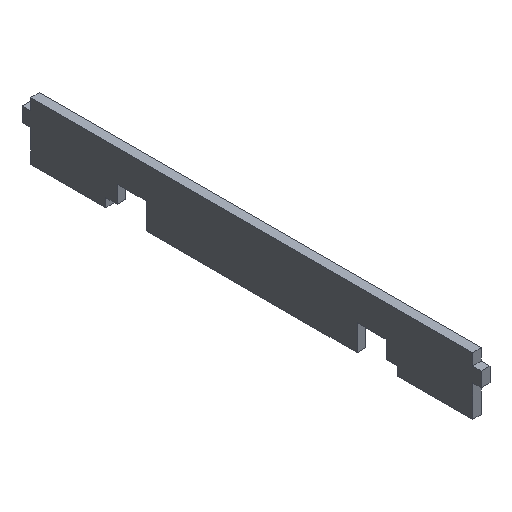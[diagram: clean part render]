
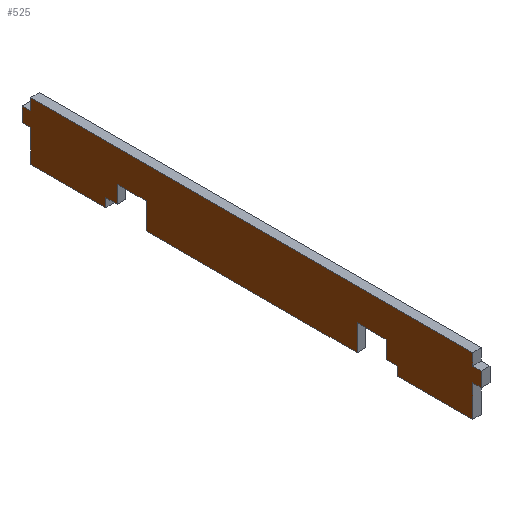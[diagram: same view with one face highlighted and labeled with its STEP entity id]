
A CAD part, isometric view. The second image highlights one B-rep face of the part: STEP entity #525.
In plain terms, the highlighted planar face has unit normal (-1, 0, 0).
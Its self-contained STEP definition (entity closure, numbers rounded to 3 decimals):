
#39=FACE_OUTER_BOUND('',#65,.T.);
#65=EDGE_LOOP('',(#427,#428,#429,#430,#431,#432,#433,#434,#435,#436,#437,
#438,#439,#440,#441,#442,#443,#444,#445,#446,#447,#448,#449,#450));
#67=LINE('',#685,#139);
#71=LINE('',#693,#143);
#74=LINE('',#699,#146);
#77=LINE('',#705,#149);
#80=LINE('',#711,#152);
#83=LINE('',#717,#155);
#86=LINE('',#723,#158);
#89=LINE('',#729,#161);
#92=LINE('',#735,#164);
#95=LINE('',#741,#167);
#98=LINE('',#747,#170);
#101=LINE('',#753,#173);
#104=LINE('',#759,#176);
#107=LINE('',#765,#179);
#110=LINE('',#771,#182);
#113=LINE('',#777,#185);
#116=LINE('',#783,#188);
#119=LINE('',#789,#191);
#122=LINE('',#795,#194);
#125=LINE('',#801,#197);
#128=LINE('',#807,#200);
#131=LINE('',#813,#203);
#134=LINE('',#819,#206);
#137=LINE('',#824,#209);
#139=VECTOR('',#559,3.);
#143=VECTOR('',#565,5.);
#146=VECTOR('',#570,3.);
#149=VECTOR('',#575,4.);
#152=VECTOR('',#580,153.);
#155=VECTOR('',#585,4.);
#158=VECTOR('',#590,3.);
#161=VECTOR('',#595,5.);
#164=VECTOR('',#600,3.);
#167=VECTOR('',#605,11.);
#170=VECTOR('',#610,26.);
#173=VECTOR('',#615,3.);
#176=VECTOR('',#620,4.);
#179=VECTOR('',#625,6.);
#182=VECTOR('',#630,10.);
#185=VECTOR('',#635,9.);
#188=VECTOR('',#640,73.);
#191=VECTOR('',#645,9.);
#194=VECTOR('',#650,10.);
#197=VECTOR('',#655,6.);
#200=VECTOR('',#660,4.);
#203=VECTOR('',#665,3.);
#206=VECTOR('',#670,26.);
#209=VECTOR('',#675,11.);
#211=VERTEX_POINT('',#683);
#212=VERTEX_POINT('',#684);
#215=VERTEX_POINT('',#692);
#217=VERTEX_POINT('',#698);
#219=VERTEX_POINT('',#704);
#221=VERTEX_POINT('',#710);
#223=VERTEX_POINT('',#716);
#225=VERTEX_POINT('',#722);
#227=VERTEX_POINT('',#728);
#229=VERTEX_POINT('',#734);
#231=VERTEX_POINT('',#740);
#233=VERTEX_POINT('',#746);
#235=VERTEX_POINT('',#752);
#237=VERTEX_POINT('',#758);
#239=VERTEX_POINT('',#764);
#241=VERTEX_POINT('',#770);
#243=VERTEX_POINT('',#776);
#245=VERTEX_POINT('',#782);
#247=VERTEX_POINT('',#788);
#249=VERTEX_POINT('',#794);
#251=VERTEX_POINT('',#800);
#253=VERTEX_POINT('',#806);
#255=VERTEX_POINT('',#812);
#257=VERTEX_POINT('',#818);
#259=EDGE_CURVE('',#211,#212,#67,.T.);
#263=EDGE_CURVE('',#212,#215,#71,.T.);
#266=EDGE_CURVE('',#215,#217,#74,.T.);
#269=EDGE_CURVE('',#217,#219,#77,.T.);
#272=EDGE_CURVE('',#219,#221,#80,.T.);
#275=EDGE_CURVE('',#221,#223,#83,.T.);
#278=EDGE_CURVE('',#223,#225,#86,.T.);
#281=EDGE_CURVE('',#225,#227,#89,.T.);
#284=EDGE_CURVE('',#227,#229,#92,.T.);
#287=EDGE_CURVE('',#229,#231,#95,.T.);
#290=EDGE_CURVE('',#231,#233,#98,.T.);
#293=EDGE_CURVE('',#233,#235,#101,.T.);
#296=EDGE_CURVE('',#235,#237,#104,.T.);
#299=EDGE_CURVE('',#237,#239,#107,.T.);
#302=EDGE_CURVE('',#239,#241,#110,.T.);
#305=EDGE_CURVE('',#241,#243,#113,.T.);
#308=EDGE_CURVE('',#243,#245,#116,.T.);
#311=EDGE_CURVE('',#245,#247,#119,.T.);
#314=EDGE_CURVE('',#247,#249,#122,.T.);
#317=EDGE_CURVE('',#249,#251,#125,.T.);
#320=EDGE_CURVE('',#251,#253,#128,.T.);
#323=EDGE_CURVE('',#253,#255,#131,.T.);
#326=EDGE_CURVE('',#255,#257,#134,.T.);
#329=EDGE_CURVE('',#257,#211,#137,.T.);
#427=ORIENTED_EDGE('',*,*,#329,.T.);
#428=ORIENTED_EDGE('',*,*,#259,.T.);
#429=ORIENTED_EDGE('',*,*,#263,.T.);
#430=ORIENTED_EDGE('',*,*,#266,.T.);
#431=ORIENTED_EDGE('',*,*,#269,.T.);
#432=ORIENTED_EDGE('',*,*,#272,.T.);
#433=ORIENTED_EDGE('',*,*,#275,.T.);
#434=ORIENTED_EDGE('',*,*,#278,.T.);
#435=ORIENTED_EDGE('',*,*,#281,.T.);
#436=ORIENTED_EDGE('',*,*,#284,.T.);
#437=ORIENTED_EDGE('',*,*,#287,.T.);
#438=ORIENTED_EDGE('',*,*,#290,.T.);
#439=ORIENTED_EDGE('',*,*,#293,.T.);
#440=ORIENTED_EDGE('',*,*,#296,.T.);
#441=ORIENTED_EDGE('',*,*,#299,.T.);
#442=ORIENTED_EDGE('',*,*,#302,.T.);
#443=ORIENTED_EDGE('',*,*,#305,.T.);
#444=ORIENTED_EDGE('',*,*,#308,.T.);
#445=ORIENTED_EDGE('',*,*,#311,.T.);
#446=ORIENTED_EDGE('',*,*,#314,.T.);
#447=ORIENTED_EDGE('',*,*,#317,.T.);
#448=ORIENTED_EDGE('',*,*,#320,.T.);
#449=ORIENTED_EDGE('',*,*,#323,.T.);
#450=ORIENTED_EDGE('',*,*,#326,.T.);
#499=PLANE('',#553);
#525=ADVANCED_FACE('',(#39),#499,.F.);
#553=AXIS2_PLACEMENT_3D('',#826,#677,#678);
#559=DIRECTION('',(0.,-1.,0.));
#565=DIRECTION('',(0.,0.,1.));
#570=DIRECTION('',(0.,1.,0.));
#575=DIRECTION('',(0.,0.,1.));
#580=DIRECTION('',(0.,1.,0.));
#585=DIRECTION('',(0.,0.,-1.));
#590=DIRECTION('',(0.,1.,0.));
#595=DIRECTION('',(0.,0.,-1.));
#600=DIRECTION('',(0.,-1.,0.));
#605=DIRECTION('',(0.,0.,-1.));
#610=DIRECTION('',(0.,-1.,0.));
#615=DIRECTION('',(0.,0.,1.));
#620=DIRECTION('',(0.,-1.,0.));
#625=DIRECTION('',(0.,0.,1.));
#630=DIRECTION('',(0.,-1.,0.));
#635=DIRECTION('',(0.,0.,-1.));
#640=DIRECTION('',(0.,-1.,0.));
#645=DIRECTION('',(0.,0.,1.));
#650=DIRECTION('',(0.,-1.,0.));
#655=DIRECTION('',(0.,0.,-1.));
#660=DIRECTION('',(0.,-1.,0.));
#665=DIRECTION('',(0.,0.,-1.));
#670=DIRECTION('',(0.,-1.,0.));
#675=DIRECTION('',(0.,0.,1.));
#677=DIRECTION('center_axis',(1.,0.,0.));
#678=DIRECTION('ref_axis',(0.,0.,-1.));
#683=CARTESIAN_POINT('',(0.,0.,11.));
#684=CARTESIAN_POINT('',(0.,-3.,11.));
#685=CARTESIAN_POINT('',(0.,0.,11.));
#692=CARTESIAN_POINT('',(0.,-3.,16.));
#693=CARTESIAN_POINT('',(0.,-3.,11.));
#698=CARTESIAN_POINT('',(0.,0.,16.));
#699=CARTESIAN_POINT('',(0.,-3.,16.));
#704=CARTESIAN_POINT('',(0.,0.,20.));
#705=CARTESIAN_POINT('',(0.,0.,16.));
#710=CARTESIAN_POINT('',(0.,153.,20.));
#711=CARTESIAN_POINT('',(0.,0.,20.));
#716=CARTESIAN_POINT('',(0.,153.,16.));
#717=CARTESIAN_POINT('',(0.,153.,20.));
#722=CARTESIAN_POINT('',(0.,156.,16.));
#723=CARTESIAN_POINT('',(0.,153.,16.));
#728=CARTESIAN_POINT('',(0.,156.,11.));
#729=CARTESIAN_POINT('',(0.,156.,16.));
#734=CARTESIAN_POINT('',(0.,153.,11.));
#735=CARTESIAN_POINT('',(0.,156.,11.));
#740=CARTESIAN_POINT('',(0.,153.,0.));
#741=CARTESIAN_POINT('',(0.,153.,11.));
#746=CARTESIAN_POINT('',(0.,127.,0.));
#747=CARTESIAN_POINT('',(0.,153.,0.));
#752=CARTESIAN_POINT('',(0.,127.,3.));
#753=CARTESIAN_POINT('',(0.,127.,0.));
#758=CARTESIAN_POINT('',(0.,123.,3.));
#759=CARTESIAN_POINT('',(0.,127.,3.));
#764=CARTESIAN_POINT('',(0.,123.,9.));
#765=CARTESIAN_POINT('',(0.,123.,3.));
#770=CARTESIAN_POINT('',(0.,113.,9.));
#771=CARTESIAN_POINT('',(0.,123.,9.));
#776=CARTESIAN_POINT('',(0.,113.,0.));
#777=CARTESIAN_POINT('',(0.,113.,9.));
#782=CARTESIAN_POINT('',(0.,40.,0.));
#783=CARTESIAN_POINT('',(0.,113.,0.));
#788=CARTESIAN_POINT('',(0.,40.,9.));
#789=CARTESIAN_POINT('',(0.,40.,0.));
#794=CARTESIAN_POINT('',(0.,30.,9.));
#795=CARTESIAN_POINT('',(0.,40.,9.));
#800=CARTESIAN_POINT('',(0.,30.,3.));
#801=CARTESIAN_POINT('',(0.,30.,9.));
#806=CARTESIAN_POINT('',(0.,26.,3.));
#807=CARTESIAN_POINT('',(0.,30.,3.));
#812=CARTESIAN_POINT('',(0.,26.,0.));
#813=CARTESIAN_POINT('',(0.,26.,3.));
#818=CARTESIAN_POINT('',(0.,0.,0.));
#819=CARTESIAN_POINT('',(0.,26.,0.));
#824=CARTESIAN_POINT('',(0.,0.,0.));
#826=CARTESIAN_POINT('Origin',(0.,76.5,10.122));
